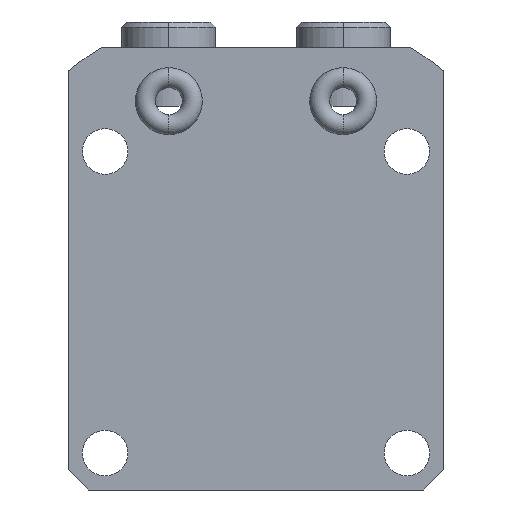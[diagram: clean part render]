
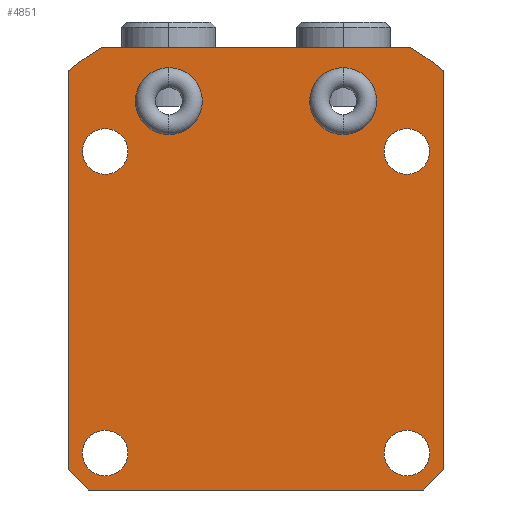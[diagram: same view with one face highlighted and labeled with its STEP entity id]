
A CAD part, front view. The second image highlights one B-rep face of the part: STEP entity #4851.
In plain terms, the highlighted planar face has unit normal (0, -1, 0).
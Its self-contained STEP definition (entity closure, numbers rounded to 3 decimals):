
#1445=CARTESIAN_POINT('',(0.,-26.,0.));
#1446=DIRECTION('',(0.,-1.,0.));
#1447=DIRECTION('',(0.63,0.,0.777));
#1448=AXIS2_PLACEMENT_3D('',#1445,#1446,#1447);
#1475=CARTESIAN_POINT('',(0.,-26.,0.));
#1476=DIRECTION('',(0.,-1.,0.));
#1477=DIRECTION('',(-0.519,0.,0.855));
#1478=AXIS2_PLACEMENT_3D('',#1475,#1476,#1477);
#1505=DIRECTION('',(0.707,0.,0.707));
#1506=VECTOR('',#1505,4.243);
#1507=CARTESIAN_POINT('',(25.,-26.,-28.));
#1508=LINE('',#1507,#1506);
#1512=DIRECTION('',(1.,0.,0.));
#1513=VECTOR('',#1512,50.);
#1514=CARTESIAN_POINT('',(-25.,-26.,-28.));
#1515=LINE('',#1514,#1513);
#1519=DIRECTION('',(0.707,0.,-0.707));
#1520=VECTOR('',#1519,4.243);
#1521=CARTESIAN_POINT('',(-28.,-26.,-25.));
#1522=LINE('',#1521,#1520);
#1526=DIRECTION('',(0.,0.,-1.));
#1527=VECTOR('',#1526,59.522);
#1528=CARTESIAN_POINT('',(-28.,-26.,34.522));
#1529=LINE('',#1528,#1527);
#1533=DIRECTION('',(-1.,0.,0.));
#1534=VECTOR('',#1533,46.122);
#1535=CARTESIAN_POINT('',(23.061,-26.,38.));
#1536=LINE('',#1535,#1534);
#1540=DIRECTION('',(0.,0.,1.));
#1541=VECTOR('',#1540,59.522);
#1542=CARTESIAN_POINT('',(28.,-26.,-25.));
#1543=LINE('',#1542,#1541);
#1547=CARTESIAN_POINT('',(22.5,-26.,-22.5));
#1548=DIRECTION('',(0.,1.,0.));
#1549=DIRECTION('',(1.,0.,0.));
#1550=AXIS2_PLACEMENT_3D('',#1547,#1548,#1549);
#1555=CARTESIAN_POINT('',(22.5,-26.,-22.5));
#1556=DIRECTION('',(0.,1.,0.));
#1557=DIRECTION('',(-1.,0.,0.));
#1558=AXIS2_PLACEMENT_3D('',#1555,#1556,#1557);
#1563=CARTESIAN_POINT('',(-22.5,-26.,-22.5));
#1564=DIRECTION('',(0.,1.,0.));
#1565=DIRECTION('',(1.,0.,0.));
#1566=AXIS2_PLACEMENT_3D('',#1563,#1564,#1565);
#1571=CARTESIAN_POINT('',(-22.5,-26.,-22.5));
#1572=DIRECTION('',(0.,1.,0.));
#1573=DIRECTION('',(-1.,0.,0.));
#1574=AXIS2_PLACEMENT_3D('',#1571,#1572,#1573);
#1579=CARTESIAN_POINT('',(-22.5,-26.,22.5));
#1580=DIRECTION('',(0.,1.,0.));
#1581=DIRECTION('',(1.,0.,0.));
#1582=AXIS2_PLACEMENT_3D('',#1579,#1580,#1581);
#1587=CARTESIAN_POINT('',(-22.5,-26.,22.5));
#1588=DIRECTION('',(0.,1.,0.));
#1589=DIRECTION('',(-1.,0.,0.));
#1590=AXIS2_PLACEMENT_3D('',#1587,#1588,#1589);
#1595=CARTESIAN_POINT('',(22.5,-26.,22.5));
#1596=DIRECTION('',(0.,1.,0.));
#1597=DIRECTION('',(1.,0.,0.));
#1598=AXIS2_PLACEMENT_3D('',#1595,#1596,#1597);
#1603=CARTESIAN_POINT('',(22.5,-26.,22.5));
#1604=DIRECTION('',(0.,1.,0.));
#1605=DIRECTION('',(-1.,0.,0.));
#1606=AXIS2_PLACEMENT_3D('',#1603,#1604,#1605);
#1611=CARTESIAN_POINT('',(13.,-26.,30.));
#1612=DIRECTION('',(0.,-1.,0.));
#1613=DIRECTION('',(-1.,0.,0.));
#1614=AXIS2_PLACEMENT_3D('',#1611,#1612,#1613);
#1619=CARTESIAN_POINT('',(13.,-26.,30.));
#1620=DIRECTION('',(0.,-1.,0.));
#1621=DIRECTION('',(1.,0.,0.));
#1622=AXIS2_PLACEMENT_3D('',#1619,#1620,#1621);
#1627=CARTESIAN_POINT('',(-13.,-26.,30.));
#1628=DIRECTION('',(0.,1.,0.));
#1629=DIRECTION('',(1.,0.,0.));
#1630=AXIS2_PLACEMENT_3D('',#1627,#1628,#1629);
#1635=CARTESIAN_POINT('',(-13.,-26.,30.));
#1636=DIRECTION('',(0.,1.,0.));
#1637=DIRECTION('',(-1.,0.,0.));
#1638=AXIS2_PLACEMENT_3D('',#1635,#1636,#1637);
#3332=CARTESIAN_POINT('',(28.,-26.,34.522));
#3334=VERTEX_POINT('',#3332);
#3335=CARTESIAN_POINT('',(23.061,-26.,38.));
#3336=VERTEX_POINT('',#3335);
#3337=CARTESIAN_POINT('',(-23.061,-26.,38.));
#3338=VERTEX_POINT('',#3337);
#3340=CARTESIAN_POINT('',(-28.,-26.,34.522));
#3342=VERTEX_POINT('',#3340);
#3343=CARTESIAN_POINT('',(25.,-26.,-28.));
#3345=VERTEX_POINT('',#3343);
#3349=CARTESIAN_POINT('',(28.,-26.,-25.));
#3350=VERTEX_POINT('',#3349);
#3351=CARTESIAN_POINT('',(-28.,-26.,-25.));
#3353=VERTEX_POINT('',#3351);
#3357=CARTESIAN_POINT('',(-25.,-26.,-28.));
#3358=VERTEX_POINT('',#3357);
#3375=CARTESIAN_POINT('',(25.9,-26.,-22.5));
#3376=VERTEX_POINT('',#3375);
#3377=CARTESIAN_POINT('',(19.1,-26.,-22.5));
#3378=VERTEX_POINT('',#3377);
#3379=CARTESIAN_POINT('',(-19.1,-26.,-22.5));
#3380=VERTEX_POINT('',#3379);
#3381=CARTESIAN_POINT('',(-25.9,-26.,-22.5));
#3382=VERTEX_POINT('',#3381);
#3383=CARTESIAN_POINT('',(-19.1,-26.,22.5));
#3384=VERTEX_POINT('',#3383);
#3385=CARTESIAN_POINT('',(-25.9,-26.,22.5));
#3386=VERTEX_POINT('',#3385);
#3387=CARTESIAN_POINT('',(25.9,-26.,22.5));
#3388=VERTEX_POINT('',#3387);
#3389=CARTESIAN_POINT('',(19.1,-26.,22.5));
#3390=VERTEX_POINT('',#3389);
#3443=CARTESIAN_POINT('',(8.,-26.,30.));
#3444=CARTESIAN_POINT('',(18.,-26.,30.));
#3445=VERTEX_POINT('',#3443);
#3446=VERTEX_POINT('',#3444);
#3479=CARTESIAN_POINT('',(-8.,-26.,30.));
#3480=VERTEX_POINT('',#3479);
#3481=CARTESIAN_POINT('',(-18.,-26.,30.));
#3482=VERTEX_POINT('',#3481);
#4799=CARTESIAN_POINT('',(0.,-26.,0.));
#4800=DIRECTION('',(0.,-1.,0.));
#4801=DIRECTION('',(-1.,0.,0.));
#4802=AXIS2_PLACEMENT_3D('',#4799,#4800,#4801);
#4803=PLANE('',#4802);
#4804=ORIENTED_EDGE('',*,*,#4707,.F.);
#4805=ORIENTED_EDGE('',*,*,#4724,.F.);
#4806=ORIENTED_EDGE('',*,*,#4736,.F.);
#4807=ORIENTED_EDGE('',*,*,#4752,.F.);
#4808=ORIENTED_EDGE('',*,*,#4779,.F.);
#4810=ORIENTED_EDGE('',*,*,#4809,.F.);
#4811=ORIENTED_EDGE('',*,*,#4764,.F.);
#4812=ORIENTED_EDGE('',*,*,#4792,.F.);
#4813=EDGE_LOOP('',(#4804,#4805,#4806,#4807,#4808,#4810,#4811,#4812));
#4814=FACE_OUTER_BOUND('',#4813,.F.);
#4816=ORIENTED_EDGE('',*,*,#4815,.F.);
#4818=ORIENTED_EDGE('',*,*,#4817,.F.);
#4819=EDGE_LOOP('',(#4816,#4818));
#4820=FACE_BOUND('',#4819,.F.);
#4822=ORIENTED_EDGE('',*,*,#4821,.F.);
#4824=ORIENTED_EDGE('',*,*,#4823,.F.);
#4825=EDGE_LOOP('',(#4822,#4824));
#4826=FACE_BOUND('',#4825,.F.);
#4828=ORIENTED_EDGE('',*,*,#4827,.F.);
#4830=ORIENTED_EDGE('',*,*,#4829,.F.);
#4831=EDGE_LOOP('',(#4828,#4830));
#4832=FACE_BOUND('',#4831,.F.);
#4834=ORIENTED_EDGE('',*,*,#4833,.F.);
#4836=ORIENTED_EDGE('',*,*,#4835,.F.);
#4837=EDGE_LOOP('',(#4834,#4836));
#4838=FACE_BOUND('',#4837,.F.);
#4840=ORIENTED_EDGE('',*,*,#4839,.T.);
#4842=ORIENTED_EDGE('',*,*,#4841,.T.);
#4843=EDGE_LOOP('',(#4840,#4842));
#4844=FACE_BOUND('',#4843,.F.);
#4846=ORIENTED_EDGE('',*,*,#4845,.F.);
#4848=ORIENTED_EDGE('',*,*,#4847,.F.);
#4849=EDGE_LOOP('',(#4846,#4848));
#4850=FACE_BOUND('',#4849,.F.);
#4851=ADVANCED_FACE('',(#4814,#4820,#4826,#4832,#4838,#4844,#4850),#4803,.T.);
#1449=CIRCLE('',#1448,44.45);
#1479=CIRCLE('',#1478,44.45);
#1551=CIRCLE('',#1550,3.4);
#1559=CIRCLE('',#1558,3.4);
#1567=CIRCLE('',#1566,3.4);
#1575=CIRCLE('',#1574,3.4);
#1583=CIRCLE('',#1582,3.4);
#1591=CIRCLE('',#1590,3.4);
#1599=CIRCLE('',#1598,3.4);
#1607=CIRCLE('',#1606,3.4);
#1615=CIRCLE('',#1614,5.);
#1623=CIRCLE('',#1622,5.);
#1631=CIRCLE('',#1630,5.);
#1639=CIRCLE('',#1638,5.);
#4707=EDGE_CURVE('',#3345,#3350,#1508,.T.);
#4724=EDGE_CURVE('',#3358,#3345,#1515,.T.);
#4736=EDGE_CURVE('',#3353,#3358,#1522,.T.);
#4752=EDGE_CURVE('',#3342,#3353,#1529,.T.);
#4764=EDGE_CURVE('',#3334,#3336,#1449,.T.);
#4779=EDGE_CURVE('',#3338,#3342,#1479,.T.);
#4792=EDGE_CURVE('',#3350,#3334,#1543,.T.);
#4809=EDGE_CURVE('',#3336,#3338,#1536,.T.);
#4815=EDGE_CURVE('',#3376,#3378,#1551,.T.);
#4817=EDGE_CURVE('',#3378,#3376,#1559,.T.);
#4821=EDGE_CURVE('',#3380,#3382,#1567,.T.);
#4823=EDGE_CURVE('',#3382,#3380,#1575,.T.);
#4827=EDGE_CURVE('',#3384,#3386,#1583,.T.);
#4829=EDGE_CURVE('',#3386,#3384,#1591,.T.);
#4833=EDGE_CURVE('',#3388,#3390,#1599,.T.);
#4835=EDGE_CURVE('',#3390,#3388,#1607,.T.);
#4839=EDGE_CURVE('',#3445,#3446,#1615,.T.);
#4841=EDGE_CURVE('',#3446,#3445,#1623,.T.);
#4845=EDGE_CURVE('',#3480,#3482,#1631,.T.);
#4847=EDGE_CURVE('',#3482,#3480,#1639,.T.);
